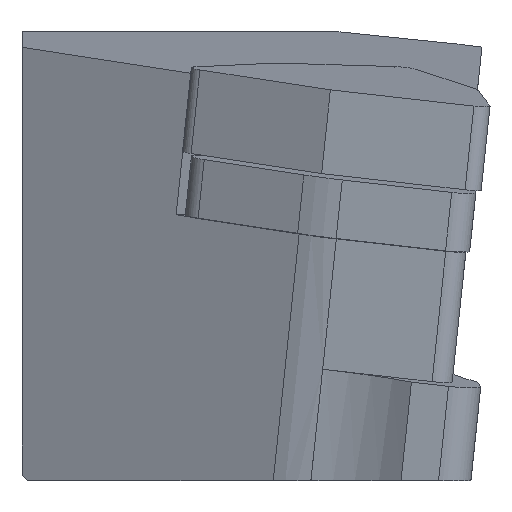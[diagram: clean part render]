
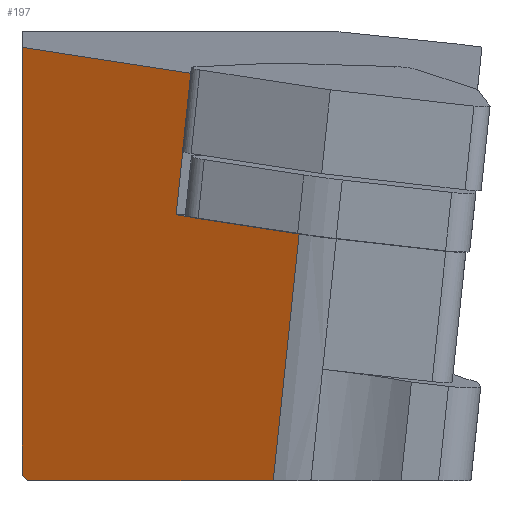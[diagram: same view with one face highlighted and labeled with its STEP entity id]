
A CAD part, left-side view. The second image highlights one B-rep face of the part: STEP entity #197.
In plain terms, the highlighted planar face has unit normal (-0.906, 0.42, -0.051).
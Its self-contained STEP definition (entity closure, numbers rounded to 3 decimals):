
#197=ADVANCED_FACE('',(#323),#267,.F.);
#267=PLANE('',#1429);
#323=FACE_OUTER_BOUND('',#396,.T.);
#396=EDGE_LOOP('',(#536,#537,#538,#539,#540,#541,#542,#543));
#536=ORIENTED_EDGE('',*,*,#957,.F.);
#537=ORIENTED_EDGE('',*,*,#955,.T.);
#538=ORIENTED_EDGE('',*,*,#979,.F.);
#539=ORIENTED_EDGE('',*,*,#971,.F.);
#540=ORIENTED_EDGE('',*,*,#998,.F.);
#541=ORIENTED_EDGE('',*,*,#999,.F.);
#542=ORIENTED_EDGE('',*,*,#995,.F.);
#543=ORIENTED_EDGE('',*,*,#1000,.F.);
#834=VERTEX_POINT('',#1906);
#839=VERTEX_POINT('',#1916);
#840=VERTEX_POINT('',#1920);
#852=VERTEX_POINT('',#1950);
#853=VERTEX_POINT('',#1952);
#867=VERTEX_POINT('',#1996);
#868=VERTEX_POINT('',#1998);
#870=VERTEX_POINT('',#2004);
#955=EDGE_CURVE('',#834,#839,#1138,.T.);
#957=EDGE_CURVE('',#834,#840,#1139,.T.);
#971=EDGE_CURVE('',#852,#853,#1150,.T.);
#979=EDGE_CURVE('',#853,#839,#1158,.T.);
#995=EDGE_CURVE('',#867,#868,#1169,.T.);
#998=EDGE_CURVE('',#870,#852,#1171,.T.);
#999=EDGE_CURVE('',#868,#870,#1172,.T.);
#1000=EDGE_CURVE('',#840,#867,#1173,.T.);
#1138=LINE('',#1917,#1281);
#1139=LINE('',#1921,#1282);
#1150=LINE('',#1951,#1293);
#1158=LINE('',#1964,#1301);
#1169=LINE('',#1997,#1312);
#1171=LINE('',#2003,#1314);
#1172=LINE('',#2005,#1315);
#1173=LINE('',#2006,#1316);
#1281=VECTOR('',#1539,1.);
#1282=VECTOR('',#1544,1.);
#1293=VECTOR('',#1569,1.);
#1301=VECTOR('',#1581,1.);
#1312=VECTOR('',#1612,1.);
#1314=VECTOR('',#1618,1.);
#1315=VECTOR('',#1619,1.);
#1316=VECTOR('',#1620,1.);
#1429=AXIS2_PLACEMENT_3D('',#2007,#1621,#1622);
#1539=DIRECTION('',(-0.105,-0.104,0.989));
#1544=DIRECTION('',(-0.41,-0.901,-0.138));
#1569=DIRECTION('',(-0.057,0.,0.998));
#1581=DIRECTION('',(-0.41,-0.901,-0.138));
#1612=DIRECTION('',(0.105,0.104,-0.989));
#1618=DIRECTION('',(0.277,0.68,0.68));
#1619=DIRECTION('',(0.421,0.907,0.));
#1620=DIRECTION('',(-0.41,-0.901,-0.138));
#1621=DIRECTION('',(0.906,-0.42,0.052));
#1622=DIRECTION('',(0.421,0.907,0.));
#1906=CARTESIAN_POINT('',(5.305,-8.232,-5.796));
#1916=CARTESIAN_POINT('',(4.506,-9.026,1.76));
#1917=CARTESIAN_POINT('',(4.26,-9.271,4.095));
#1920=CARTESIAN_POINT('',(5.005,-8.891,-5.897));
#1921=CARTESIAN_POINT('',(5.649,-7.475,-5.68));
#1950=CARTESIAN_POINT('',(9.917,0.,-19.7));
#1951=CARTESIAN_POINT('',(10.674,0.,-33.014));
#1952=CARTESIAN_POINT('',(8.617,0.,3.143));
#1964=CARTESIAN_POINT('',(1.513,-15.6,0.753));
#1996=CARTESIAN_POINT('',(2.311,-14.806,-6.804));
#1997=CARTESIAN_POINT('',(5.115,-12.018,-33.331));
#1998=CARTESIAN_POINT('',(3.706,-13.419,-20.));
#2003=CARTESIAN_POINT('',(4.727,-12.745,-32.445));
#2004=CARTESIAN_POINT('',(9.794,-0.3,-20.));
#2005=CARTESIAN_POINT('',(4.49,-11.728,-20.));
#2006=CARTESIAN_POINT('',(5.649,-7.475,-5.68));
#2007=CARTESIAN_POINT('',(5.115,-12.018,-33.331));
